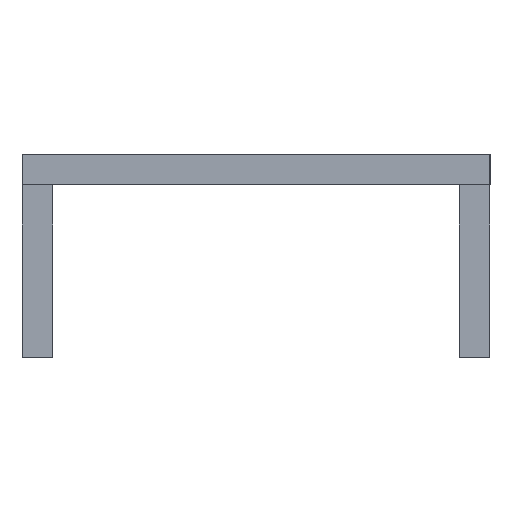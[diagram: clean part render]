
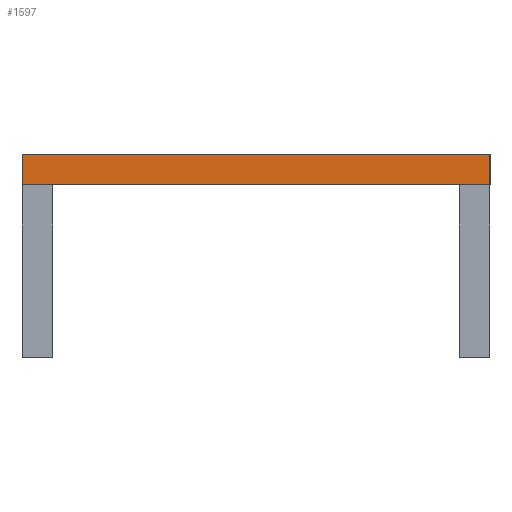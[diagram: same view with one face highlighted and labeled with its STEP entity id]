
A CAD part, left-side view. The second image highlights one B-rep face of the part: STEP entity #1597.
In plain terms, the highlighted planar face has unit normal (-1, 0, 0).
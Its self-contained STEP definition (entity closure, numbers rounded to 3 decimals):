
#110 = VECTOR ( 'NONE', #1010, 1000. ) ;
#111 = VECTOR ( 'NONE', #1046, 1000. ) ;
#241 = LINE ( 'NONE', #1031, #110 ) ;
#496 = CARTESIAN_POINT ( 'NONE',  ( -265., 11.5, 0. ) ) ;
#584 = DIRECTION ( 'NONE',  ( 0., 0., -1. ) ) ;
#602 = DIRECTION ( 'NONE',  ( 1., 0., 0. ) ) ;
#625 = CARTESIAN_POINT ( 'NONE',  ( -265., 11.5, 1.5 ) ) ;
#642 = PLANE ( 'NONE',  #2152 ) ;
#854 = CARTESIAN_POINT ( 'NONE',  ( -265., 11.5, 1.5 ) ) ;
#1010 = DIRECTION ( 'NONE',  ( 0., 0., -1. ) ) ;
#1031 = CARTESIAN_POINT ( 'NONE',  ( -265., -11.5, 1.5 ) ) ;
#1041 = LINE ( 'NONE', #854, #111 ) ;
#1046 = DIRECTION ( 'NONE',  ( 0., 0., -1. ) ) ;
#1221 = CARTESIAN_POINT ( 'NONE',  ( -265., 11.5, 1.5 ) ) ;
#1320 = DIRECTION ( 'NONE',  ( 0., -1., 0. ) ) ;
#1485 = FACE_OUTER_BOUND ( 'NONE', #1744, .T. ) ;
#1507 = VECTOR ( 'NONE', #1589, 1000. ) ;
#1589 = DIRECTION ( 'NONE',  ( 0., -1., 0. ) ) ;
#1597 = ADVANCED_FACE ( 'NONE', ( #1485 ), #642, .F. ) ;
#1641 = VERTEX_POINT ( 'NONE', #496 ) ;
#1671 = CARTESIAN_POINT ( 'NONE',  ( -265., 11.5, 0. ) ) ;
#1744 = EDGE_LOOP ( 'NONE', ( #2542, #3012, #3364, #3428 ) ) ;
#1845 = LINE ( 'NONE', #1221, #4779 ) ;
#2152 = AXIS2_PLACEMENT_3D ( 'NONE', #625, #602, #584 ) ;
#2171 = VERTEX_POINT ( 'NONE', #4416 ) ;
#2461 = EDGE_CURVE ( 'NONE', #4545, #2171, #241, .T. ) ;
#2469 = EDGE_CURVE ( 'NONE', #3002, #1641, #1041, .T. ) ;
#2542 = ORIENTED_EDGE ( 'NONE', *, *, #3442, .T. ) ;
#2557 = CARTESIAN_POINT ( 'NONE',  ( -265., 11.5, 1.5 ) ) ;
#3002 = VERTEX_POINT ( 'NONE', #2557 ) ;
#3012 = ORIENTED_EDGE ( 'NONE', *, *, #2461, .F. ) ;
#3192 = CARTESIAN_POINT ( 'NONE',  ( -265., -11.5, 1.5 ) ) ;
#3364 = ORIENTED_EDGE ( 'NONE', *, *, #3872, .F. ) ;
#3428 = ORIENTED_EDGE ( 'NONE', *, *, #2469, .T. ) ;
#3442 = EDGE_CURVE ( 'NONE', #1641, #2171, #3767, .T. ) ;
#3767 = LINE ( 'NONE', #1671, #1507 ) ;
#3872 = EDGE_CURVE ( 'NONE', #3002, #4545, #1845, .T. ) ;
#4416 = CARTESIAN_POINT ( 'NONE',  ( -265., -11.5, 0. ) ) ;
#4545 = VERTEX_POINT ( 'NONE', #3192 ) ;
#4779 = VECTOR ( 'NONE', #1320, 1000. ) ;
